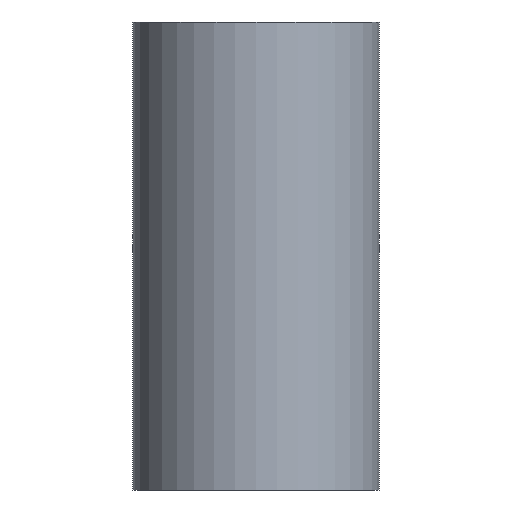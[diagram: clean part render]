
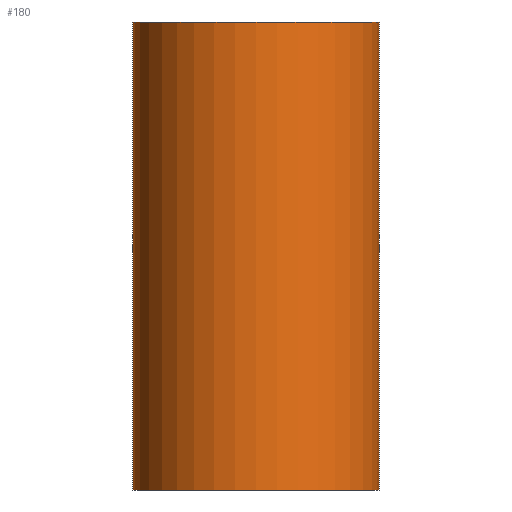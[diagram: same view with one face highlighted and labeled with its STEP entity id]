
A CAD part, front view. The second image highlights one B-rep face of the part: STEP entity #180.
In plain terms, the highlighted cylindrical face has radius 13.15 mm (diameter 26.3 mm), a partial arc.
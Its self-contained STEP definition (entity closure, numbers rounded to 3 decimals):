
#7 = DIRECTION ( 'NONE',  ( 1., 0., 0. ) ) ;
#8 = DIRECTION ( 'NONE',  ( 0., 0., 1. ) ) ;
#9 = CARTESIAN_POINT ( 'NONE',  ( 0., 0., -50. ) ) ;
#10 = AXIS2_PLACEMENT_3D ( 'NONE', #9, #8, #7 ) ;
#14 = CIRCLE ( 'NONE', #10, 13.15 ) ;
#48 = DIRECTION ( 'NONE',  ( 0., 0., 1. ) ) ;
#49 = VECTOR ( 'NONE', #48, 1000. ) ;
#50 = CARTESIAN_POINT ( 'NONE',  ( 13.15, 0., 0. ) ) ;
#51 = LINE ( 'NONE', #50, #49 ) ;
#52 = CARTESIAN_POINT ( 'NONE',  ( 13.15, 0., 0. ) ) ;
#58 = CARTESIAN_POINT ( 'NONE',  ( -13.15, 0., 0. ) ) ;
#59 = DIRECTION ( 'NONE',  ( 0., 0., 1. ) ) ;
#60 = VECTOR ( 'NONE', #59, 1000. ) ;
#61 = CARTESIAN_POINT ( 'NONE',  ( -13.15, 0., 0. ) ) ;
#62 = LINE ( 'NONE', #61, #60 ) ;
#74 = EDGE_CURVE ( 'NONE', #136, #75, #62, .T. ) ;
#75 = VERTEX_POINT ( 'NONE', #58 ) ;
#78 = VERTEX_POINT ( 'NONE', #52 ) ;
#80 = EDGE_CURVE ( 'NONE', #135, #78, #51, .T. ) ;
#98 = EDGE_CURVE ( 'NONE', #136, #135, #14, .T. ) ;
#107 = EDGE_CURVE ( 'NONE', #75, #78, #151, .T. ) ;
#135 = VERTEX_POINT ( 'NONE', #235 ) ;
#136 = VERTEX_POINT ( 'NONE', #234 ) ;
#148 = DIRECTION ( 'NONE',  ( 1., 0., 0. ) ) ;
#149 = DIRECTION ( 'NONE',  ( 0., 0., 1. ) ) ;
#150 = AXIS2_PLACEMENT_3D ( 'NONE', #156, #149, #148 ) ;
#151 = CIRCLE ( 'NONE', #150, 13.15 ) ;
#156 = CARTESIAN_POINT ( 'NONE',  ( 0., 0., 0. ) ) ;
#180 = ADVANCED_FACE ( 'NONE', ( #350 ), #365, .T. ) ;
#181 = EDGE_LOOP ( 'NONE', ( #182, #183, #184, #185 ) ) ;
#182 = ORIENTED_EDGE ( 'NONE', *, *, #74, .F. ) ;
#183 = ORIENTED_EDGE ( 'NONE', *, *, #98, .T. ) ;
#184 = ORIENTED_EDGE ( 'NONE', *, *, #80, .T. ) ;
#185 = ORIENTED_EDGE ( 'NONE', *, *, #107, .F. ) ;
#234 = CARTESIAN_POINT ( 'NONE',  ( -13.15, 0., -50. ) ) ;
#235 = CARTESIAN_POINT ( 'NONE',  ( 13.15, 0., -50. ) ) ;
#350 = FACE_OUTER_BOUND ( 'NONE', #181, .T. ) ;
#357 = DIRECTION ( 'NONE',  ( 1., 0., 0. ) ) ;
#358 = DIRECTION ( 'NONE',  ( 0., 0., 1. ) ) ;
#359 = CARTESIAN_POINT ( 'NONE',  ( 0., 0., 0. ) ) ;
#360 = AXIS2_PLACEMENT_3D ( 'NONE', #359, #358, #357 ) ;
#365 = CYLINDRICAL_SURFACE ( 'NONE', #360, 13.15 ) ;
